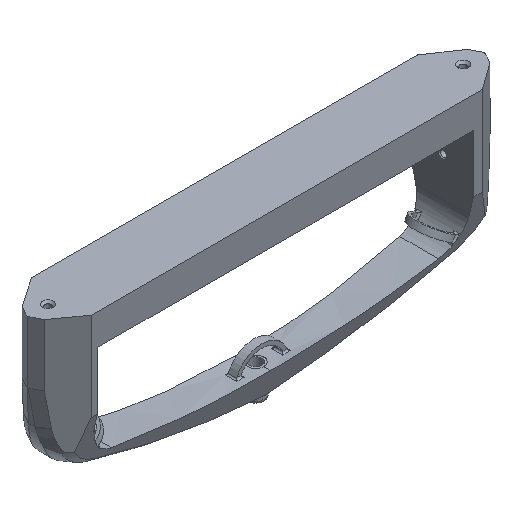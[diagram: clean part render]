
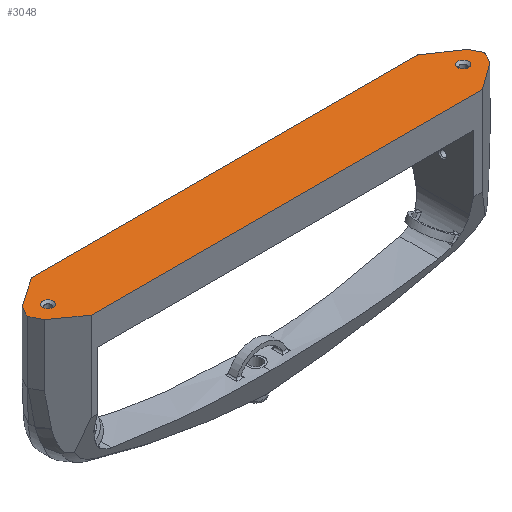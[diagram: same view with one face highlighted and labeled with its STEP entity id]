
A CAD part, isometric view. The second image highlights one B-rep face of the part: STEP entity #3048.
In plain terms, the highlighted planar face has unit normal (0, 0, 1).
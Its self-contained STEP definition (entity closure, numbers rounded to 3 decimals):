
#110=LINE('',#4589,#352);
#111=LINE('',#4591,#353);
#112=LINE('',#4593,#354);
#113=LINE('',#4595,#355);
#114=LINE('',#4597,#356);
#115=LINE('',#4599,#357);
#116=LINE('',#4601,#358);
#117=LINE('',#4603,#359);
#118=LINE('',#4605,#360);
#119=LINE('',#4607,#361);
#120=LINE('',#4609,#362);
#121=LINE('',#4610,#363);
#352=VECTOR('',#3503,10.);
#353=VECTOR('',#3504,10.);
#354=VECTOR('',#3505,10.);
#355=VECTOR('',#3506,10.);
#356=VECTOR('',#3507,10.);
#357=VECTOR('',#3508,10.);
#358=VECTOR('',#3509,10.);
#359=VECTOR('',#3510,10.);
#360=VECTOR('',#3511,10.);
#361=VECTOR('',#3512,10.);
#362=VECTOR('',#3513,10.);
#363=VECTOR('',#3514,10.);
#569=FACE_BOUND('',#891,.T.);
#570=FACE_BOUND('',#892,.T.);
#588=PLANE('',#3238);
#719=FACE_OUTER_BOUND('',#890,.T.);
#890=EDGE_LOOP('',(#2192,#2193,#2194,#2195,#2196,#2197,#2198,#2199,#2200,
#2201,#2202,#2203));
#891=EDGE_LOOP('',(#2204));
#892=EDGE_LOOP('',(#2205));
#1051=CIRCLE('',#3236,2.6);
#1053=CIRCLE('',#3239,2.6);
#1317=VERTEX_POINT('',#4581);
#1319=VERTEX_POINT('',#4587);
#1320=VERTEX_POINT('',#4588);
#1321=VERTEX_POINT('',#4590);
#1322=VERTEX_POINT('',#4592);
#1323=VERTEX_POINT('',#4594);
#1324=VERTEX_POINT('',#4596);
#1325=VERTEX_POINT('',#4598);
#1326=VERTEX_POINT('',#4600);
#1327=VERTEX_POINT('',#4602);
#1328=VERTEX_POINT('',#4604);
#1329=VERTEX_POINT('',#4606);
#1330=VERTEX_POINT('',#4608);
#1331=VERTEX_POINT('',#4611);
#1658=EDGE_CURVE('',#1317,#1317,#1051,.T.);
#1661=EDGE_CURVE('',#1319,#1320,#110,.T.);
#1662=EDGE_CURVE('',#1319,#1321,#111,.T.);
#1663=EDGE_CURVE('',#1322,#1321,#112,.T.);
#1664=EDGE_CURVE('',#1322,#1323,#113,.T.);
#1665=EDGE_CURVE('',#1324,#1323,#114,.T.);
#1666=EDGE_CURVE('',#1325,#1324,#115,.T.);
#1667=EDGE_CURVE('',#1326,#1325,#116,.T.);
#1668=EDGE_CURVE('',#1326,#1327,#117,.T.);
#1669=EDGE_CURVE('',#1327,#1328,#118,.T.);
#1670=EDGE_CURVE('',#1328,#1329,#119,.T.);
#1671=EDGE_CURVE('',#1330,#1329,#120,.T.);
#1672=EDGE_CURVE('',#1330,#1320,#121,.T.);
#1673=EDGE_CURVE('',#1331,#1331,#1053,.T.);
#2192=ORIENTED_EDGE('',*,*,#1661,.F.);
#2193=ORIENTED_EDGE('',*,*,#1662,.T.);
#2194=ORIENTED_EDGE('',*,*,#1663,.F.);
#2195=ORIENTED_EDGE('',*,*,#1664,.T.);
#2196=ORIENTED_EDGE('',*,*,#1665,.F.);
#2197=ORIENTED_EDGE('',*,*,#1666,.F.);
#2198=ORIENTED_EDGE('',*,*,#1667,.F.);
#2199=ORIENTED_EDGE('',*,*,#1668,.T.);
#2200=ORIENTED_EDGE('',*,*,#1669,.T.);
#2201=ORIENTED_EDGE('',*,*,#1670,.T.);
#2202=ORIENTED_EDGE('',*,*,#1671,.F.);
#2203=ORIENTED_EDGE('',*,*,#1672,.T.);
#2204=ORIENTED_EDGE('',*,*,#1673,.F.);
#2205=ORIENTED_EDGE('',*,*,#1658,.F.);
#3048=ADVANCED_FACE('',(#719,#569,#570),#588,.T.);
#3236=AXIS2_PLACEMENT_3D('',#4582,#3496,#3497);
#3238=AXIS2_PLACEMENT_3D('',#4586,#3501,#3502);
#3239=AXIS2_PLACEMENT_3D('',#4612,#3515,#3516);
#3496=DIRECTION('center_axis',(0.,0.,1.));
#3497=DIRECTION('ref_axis',(1.,0.,0.));
#3501=DIRECTION('center_axis',(0.,0.,1.));
#3502=DIRECTION('ref_axis',(1.,0.,0.));
#3503=DIRECTION('',(0.468,-0.884,0.));
#3504=DIRECTION('',(-0.827,0.562,0.));
#3505=DIRECTION('',(1.,0.,0.));
#3506=DIRECTION('',(-0.827,-0.562,0.));
#3507=DIRECTION('',(0.468,0.884,0.));
#3508=DIRECTION('',(0.,1.,0.));
#3509=DIRECTION('',(-0.456,0.89,0.));
#3510=DIRECTION('',(0.812,-0.584,0.));
#3511=DIRECTION('',(1.,0.,0.));
#3512=DIRECTION('',(0.812,0.584,0.));
#3513=DIRECTION('',(-0.456,-0.89,0.));
#3514=DIRECTION('',(0.,1.,0.));
#3515=DIRECTION('center_axis',(0.,0.,1.));
#3516=DIRECTION('ref_axis',(1.,0.,0.));
#4581=CARTESIAN_POINT('',(97.4,15.,0.));
#4582=CARTESIAN_POINT('Origin',(100.,15.,0.));
#4586=CARTESIAN_POINT('Origin',(-109.988,0.,0.));
#4587=CARTESIAN_POINT('',(107.259,20.264,0.));
#4588=CARTESIAN_POINT('',(109.988,15.108,0.));
#4589=CARTESIAN_POINT('',(88.359,55.972,0.));
#4590=CARTESIAN_POINT('',(92.941,30.,0.));
#4591=CARTESIAN_POINT('',(41.563,64.937,0.));
#4592=CARTESIAN_POINT('',(-92.941,30.,0.));
#4593=CARTESIAN_POINT('',(0.,30.,0.));
#4594=CARTESIAN_POINT('',(-107.259,20.264,0.));
#4595=CARTESIAN_POINT('',(-104.274,22.294,0.));
#4596=CARTESIAN_POINT('',(-109.988,15.108,0.));
#4597=CARTESIAN_POINT('',(-112.429,10.496,0.));
#4598=CARTESIAN_POINT('',(-109.988,14.692,0.));
#4599=CARTESIAN_POINT('',(-109.988,0.,0.));
#4600=CARTESIAN_POINT('',(-107.31,9.463,0.));
#4601=CARTESIAN_POINT('',(-106.338,7.566,0.));
#4602=CARTESIAN_POINT('',(-94.167,0.,0.));
#4603=CARTESIAN_POINT('',(-109.793,11.251,0.));
#4604=CARTESIAN_POINT('',(94.167,0.,0.));
#4605=CARTESIAN_POINT('',(0.,0.,0.));
#4606=CARTESIAN_POINT('',(107.31,9.463,0.));
#4607=CARTESIAN_POINT('',(24.856,-49.903,0.));
#4608=CARTESIAN_POINT('',(109.988,14.692,0.));
#4609=CARTESIAN_POINT('',(83.477,-37.064,0.));
#4610=CARTESIAN_POINT('',(109.988,0.,0.));
#4611=CARTESIAN_POINT('',(-102.6,15.,0.));
#4612=CARTESIAN_POINT('Origin',(-100.,15.,0.));
